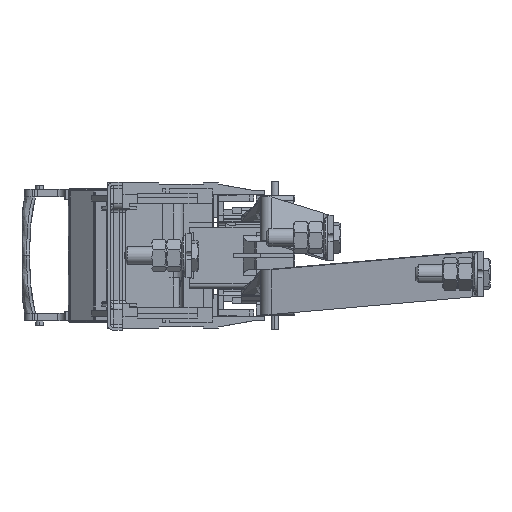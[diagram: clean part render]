
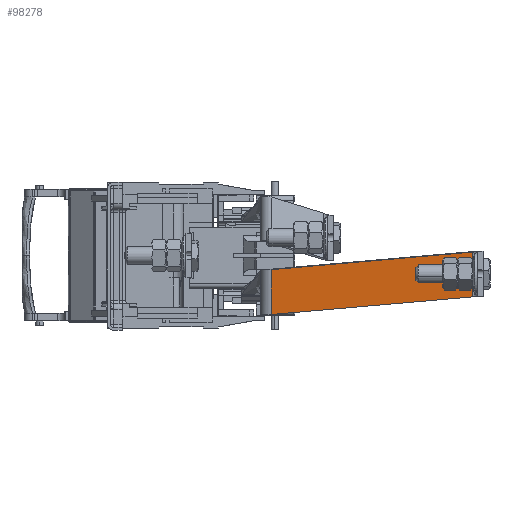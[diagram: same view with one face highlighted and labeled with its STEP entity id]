
A CAD part, left-side view. The second image highlights one B-rep face of the part: STEP entity #98278.
In plain terms, the highlighted planar face has unit normal (-0.996, 0, -0.087).
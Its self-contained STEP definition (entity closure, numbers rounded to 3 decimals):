
#4962 = CARTESIAN_POINT ( 'NONE',  ( -13.123, 15., 9.058 ) ) ;
#8528 = VECTOR ( 'NONE', #54174, 1000. ) ;
#13810 = AXIS2_PLACEMENT_3D ( 'NONE', #80690, #65317, #18514 ) ;
#14109 = LINE ( 'NONE', #80332, #74028 ) ;
#16484 = EDGE_CURVE ( 'NONE', #26828, #87202, #24379, .T. ) ;
#18514 = DIRECTION ( 'NONE',  ( 0.008, 0.996, -0.087 ) ) ;
#24379 = LINE ( 'NONE', #100945, #8528 ) ;
#26828 = VERTEX_POINT ( 'NONE', #70993 ) ;
#31472 = ORIENTED_EDGE ( 'NONE', *, *, #98260, .F. ) ;
#36537 = ORIENTED_EDGE ( 'NONE', *, *, #43177, .F. ) ;
#36985 = CARTESIAN_POINT ( 'NONE',  ( -13.41, -120., 12.34 ) ) ;
#39318 = VECTOR ( 'NONE', #59575, 1000. ) ;
#43176 = CARTESIAN_POINT ( 'NONE',  ( -16.906, -234.189, 52.293 ) ) ;
#43177 = EDGE_CURVE ( 'NONE', #43629, #26828, #76665, .T. ) ;
#43629 = VERTEX_POINT ( 'NONE', #66046 ) ;
#53249 = FACE_OUTER_BOUND ( 'NONE', #89079, .T. ) ;
#54174 = DIRECTION ( 'NONE',  ( 0.087, 0., -0.996 ) ) ;
#55333 = EDGE_CURVE ( 'NONE', #43629, #74788, #76021, .T. ) ;
#57450 = PLANE ( 'NONE',  #13810 ) ;
#59575 = DIRECTION ( 'NONE',  ( 0.087, 0., -0.996 ) ) ;
#65317 = DIRECTION ( 'NONE',  ( 0.996, 0., 0.087 ) ) ;
#66046 = CARTESIAN_POINT ( 'NONE',  ( -15.006, 15., 30.574 ) ) ;
#70993 = CARTESIAN_POINT ( 'NONE',  ( -16.035, -120., 42.34 ) ) ;
#74028 = VECTOR ( 'NONE', #88168, 1000. ) ;
#74211 = VECTOR ( 'NONE', #97837, 1000. ) ;
#74788 = VERTEX_POINT ( 'NONE', #86857 ) ;
#76021 = LINE ( 'NONE', #4962, #39318 ) ;
#76596 = ORIENTED_EDGE ( 'NONE', *, *, #55333, .T. ) ;
#76665 = LINE ( 'NONE', #43176, #74211 ) ;
#80332 = CARTESIAN_POINT ( 'NONE',  ( -14.301, -236.804, 22.521 ) ) ;
#80690 = CARTESIAN_POINT ( 'NONE',  ( -13.123, 66.823, 9.058 ) ) ;
#86857 = CARTESIAN_POINT ( 'NONE',  ( -12.381, 15., 0.574 ) ) ;
#87202 = VERTEX_POINT ( 'NONE', #36985 ) ;
#87484 = ORIENTED_EDGE ( 'NONE', *, *, #16484, .F. ) ;
#88168 = DIRECTION ( 'NONE',  ( 0.008, 0.996, -0.087 ) ) ;
#89079 = EDGE_LOOP ( 'NONE', ( #87484, #36537, #76596, #31472 ) ) ;
#97837 = DIRECTION ( 'NONE',  ( -0.008, -0.996, 0.087 ) ) ;
#98260 = EDGE_CURVE ( 'NONE', #87202, #74788, #14109, .T. ) ;
#98278 = ADVANCED_FACE ( 'NONE', ( #53249 ), #57450, .F. ) ;
#100945 = CARTESIAN_POINT ( 'NONE',  ( -13.123, -120., 9.058 ) ) ;
